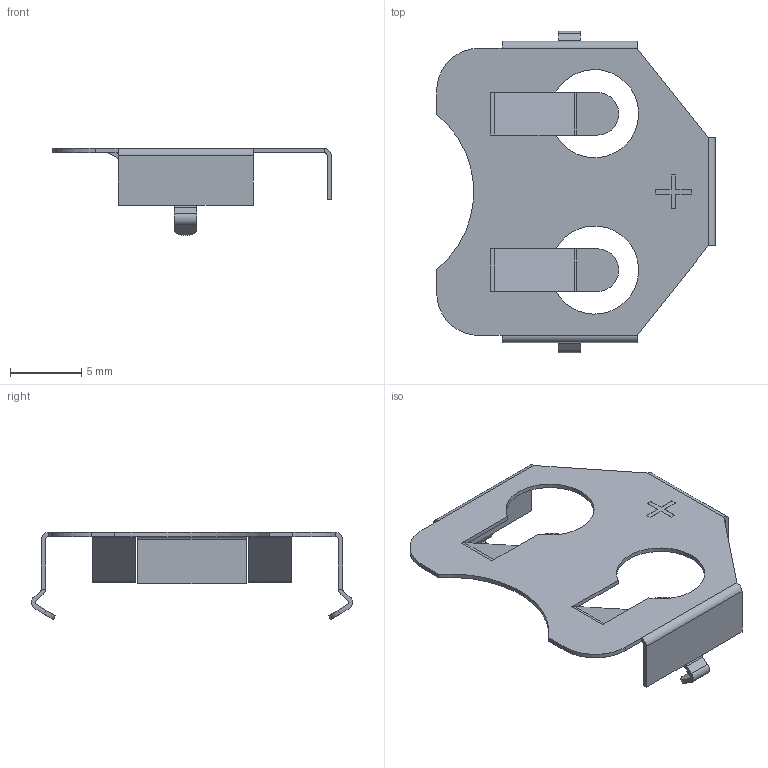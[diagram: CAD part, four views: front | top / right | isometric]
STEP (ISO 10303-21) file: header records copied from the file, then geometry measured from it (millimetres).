
FILE_DESCRIPTION( ( 'Unknown' ), '1' );
FILE_NAME( '79523211.stp', 'Unknown', ( 'Unknown' ), ( 'Unknown' ), 'XStep 1.0', 'Unknown', ' ' );
FILE_SCHEMA( ( 'automotive_design' ) );
Length unit declared in the file: millimetre
Products named in the file (1): 1
Bounding box: 19.6 x 22.6 x 6.12 mm (x, y, z)
Volume: 124.4 mm3; surface area: 889.5 mm2
Topology: 1 solids, 1 shells, 101 faces, 266 edges, 168 vertices
Faces by surface type: plane 70, cylinder 31
Entity records: 3886 total; most frequent: CARTESIAN_POINT 560, ORIENTED_EDGE 532, DIRECTION 508, EDGE_CURVE 266, LINE 180, VECTOR 180, VERTEX_POINT 168, AXIS2_PLACEMENT_3D 164
